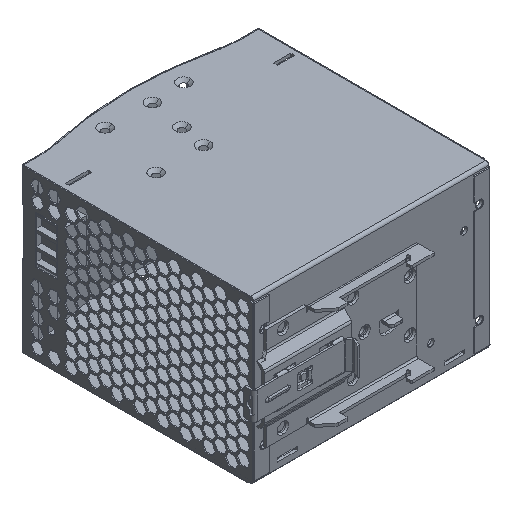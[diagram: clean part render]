
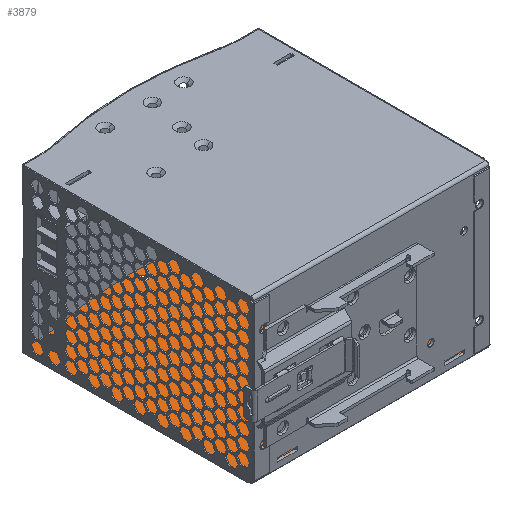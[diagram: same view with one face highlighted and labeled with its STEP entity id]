
A CAD part, isometric view. The second image highlights one B-rep face of the part: STEP entity #3879.
In plain terms, the highlighted planar face has unit normal (0, 0, 1).
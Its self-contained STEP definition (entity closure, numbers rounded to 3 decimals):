
#279=FACE_BOUND('',#9891,.T.);
#280=FACE_BOUND('',#9892,.T.);
#1201=PLANE('',#61161);
#3879=ADVANCED_FACE('NONE',(#279,#280),#1201,.T.);
#9891=EDGE_LOOP('',(#14384,#14385,#14386,#14387,#14388,#14389,#14390,#14391));
#9892=EDGE_LOOP('',(#14392,#14393));
#13598=CIRCLE('',#61127,1.774);
#13606=CIRCLE('',#61141,50.);
#13608=CIRCLE('',#61145,196.176);
#13610=CIRCLE('',#61148,50.);
#13617=CIRCLE('',#61160,1.774);
#14384=ORIENTED_EDGE('',*,*,#36814,.F.);
#14385=ORIENTED_EDGE('',*,*,#36837,.T.);
#14386=ORIENTED_EDGE('',*,*,#36844,.T.);
#14387=ORIENTED_EDGE('',*,*,#36831,.F.);
#14388=ORIENTED_EDGE('',*,*,#36823,.F.);
#14389=ORIENTED_EDGE('',*,*,#36820,.F.);
#14390=ORIENTED_EDGE('',*,*,#36817,.F.);
#14391=ORIENTED_EDGE('',*,*,#36810,.F.);
#14392=ORIENTED_EDGE('',*,*,#36791,.T.);
#14393=ORIENTED_EDGE('',*,*,#36845,.T.);
#31138=VERTEX_POINT('',#79529);
#31140=VERTEX_POINT('',#79532);
#31154=VERTEX_POINT('',#79571);
#31155=VERTEX_POINT('',#79572);
#31158=VERTEX_POINT('',#79580);
#31160=VERTEX_POINT('',#79586);
#31162=VERTEX_POINT('',#79592);
#31164=VERTEX_POINT('',#79598);
#31170=VERTEX_POINT('',#79613);
#31174=VERTEX_POINT('',#79623);
#36791=EDGE_CURVE('NONE',#31140,#31138,#13598,.T.);
#36810=EDGE_CURVE('NONE',#31154,#31155,#13606,.T.);
#36814=EDGE_CURVE('NONE',#31158,#31154,#45246,.T.);
#36817=EDGE_CURVE('NONE',#31155,#31160,#13608,.T.);
#36820=EDGE_CURVE('NONE',#31160,#31162,#13610,.T.);
#36823=EDGE_CURVE('NONE',#31162,#31164,#45251,.T.);
#36831=EDGE_CURVE('NONE',#31164,#31170,#45257,.T.);
#36837=EDGE_CURVE('NONE',#31158,#31174,#45263,.T.);
#36844=EDGE_CURVE('NONE',#31174,#31170,#45267,.T.);
#36845=EDGE_CURVE('NONE',#31138,#31140,#13617,.T.);
#45246=LINE('',#79579,#53217);
#45251=LINE('',#79597,#53222);
#45257=LINE('',#79612,#53228);
#45263=LINE('',#79624,#53234);
#45267=LINE('',#79636,#53238);
#53217=VECTOR('',#64789,1.);
#53222=VECTOR('',#64808,1.);
#53228=VECTOR('',#64820,1.);
#53234=VECTOR('',#64828,1.);
#53238=VECTOR('',#64842,1.);
#61127=AXIS2_PLACEMENT_3D('',#79531,#64742,#64743);
#61141=AXIS2_PLACEMENT_3D('',#79570,#64781,#64782);
#61145=AXIS2_PLACEMENT_3D('',#79585,#64794,#64795);
#61148=AXIS2_PLACEMENT_3D('',#79591,#64801,#64802);
#61160=AXIS2_PLACEMENT_3D('',#79637,#64843,#64844);
#61161=AXIS2_PLACEMENT_3D('',#79638,#64845,#64846);
#64742=DIRECTION('',(0.,0.,-1.));
#64743=DIRECTION('',(-1.,0.,0.));
#64781=DIRECTION('',(0.,0.,1.));
#64782=DIRECTION('',(0.,-1.,0.));
#64789=DIRECTION('',(1.,-0.01,0.));
#64794=DIRECTION('',(0.,0.,-1.));
#64795=DIRECTION('',(0.,-1.,0.));
#64801=DIRECTION('',(0.,0.,1.));
#64802=DIRECTION('',(0.,-1.,0.));
#64808=DIRECTION('',(1.,0.01,0.));
#64820=DIRECTION('',(0.,-1.,0.));
#64828=DIRECTION('',(0.,-1.,0.));
#64842=DIRECTION('',(1.,0.,0.));
#64843=DIRECTION('',(0.,0.,-1.));
#64844=DIRECTION('',(-1.,0.,0.));
#64845=DIRECTION('',(0.,0.,1.));
#64846=DIRECTION('',(0.,-1.,0.));
#79529=CARTESIAN_POINT('',(-58.226,122.077,-41.));
#79531=CARTESIAN_POINT('',(-60.,122.077,-41.));
#79532=CARTESIAN_POINT('',(-61.774,122.077,-41.));
#79570=CARTESIAN_POINT('',(-116.021,171.499,-41.));
#79571=CARTESIAN_POINT('',(-116.22,121.5,-41.));
#79572=CARTESIAN_POINT('',(-105.048,122.718,-41.));
#79579=CARTESIAN_POINT('',(-123.027,121.566,-41.));
#79580=CARTESIAN_POINT('',(-124.2,121.578,-41.));
#79585=CARTESIAN_POINT('',(-62.,-68.676,-41.));
#79586=CARTESIAN_POINT('',(-18.952,122.718,-41.));
#79591=CARTESIAN_POINT('',(-7.98,171.5,-41.));
#79592=CARTESIAN_POINT('',(-7.98,121.5,-41.));
#79597=CARTESIAN_POINT('',(-125.361,120.353,-41.));
#79598=CARTESIAN_POINT('',(0.,121.578,-41.));
#79612=CARTESIAN_POINT('',(0.,1.5,-41.));
#79613=CARTESIAN_POINT('',(0.,1.5,-41.));
#79623=CARTESIAN_POINT('',(-124.2,1.5,-41.));
#79624=CARTESIAN_POINT('',(-124.2,1.5,-41.));
#79636=CARTESIAN_POINT('',(-124.2,1.5,-41.));
#79637=CARTESIAN_POINT('',(-60.,122.077,-41.));
#79638=CARTESIAN_POINT('',(-124.2,1.5,-41.));
